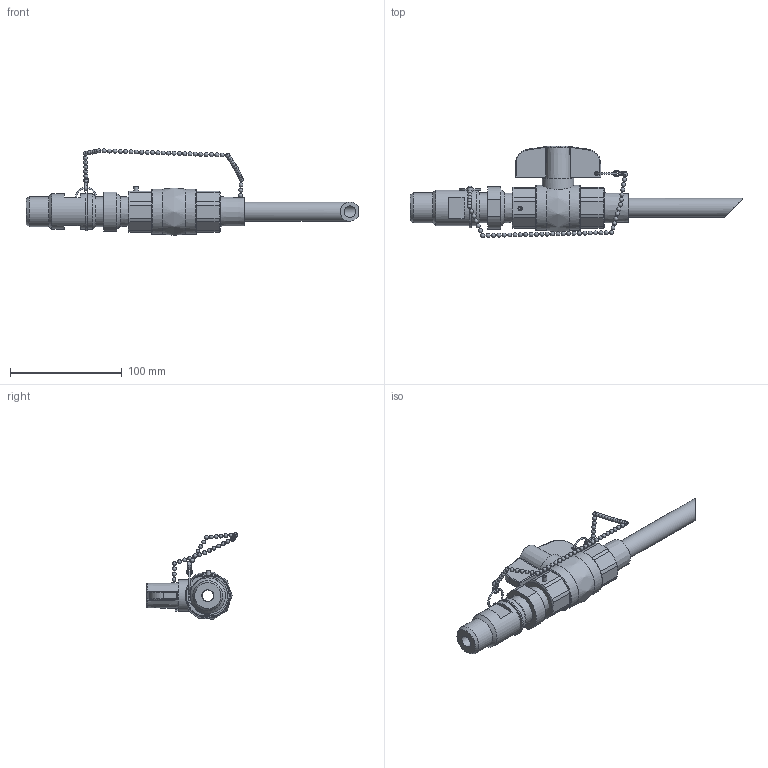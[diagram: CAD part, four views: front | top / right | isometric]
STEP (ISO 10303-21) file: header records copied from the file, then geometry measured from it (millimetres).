
FILE_DESCRIPTION(/* description */ (''),/* implementation_level */ '2;1');
FILE_NAME(/* name */ 'CS-75A75A-4IA-AAA_R0.stp',/* time_stamp */ '2024-11-15T09:16:28-05:00',/* author */ ('SalesDesk5'),/* organization */ (''),/* preprocessor_version */ 'ST-DEVELOPER v20',/* originating_system */ 'Autodesk Inventor 2025',/* authorisation */ '');
FILE_SCHEMA (('CONFIG_CONTROL_DESIGN'));
Length unit declared in the file: inch
Products named in the file (13): CS-75A75A-4IA-AAA; CCS-V-PVC-ASSY_R0; CCS-VAL-PVC; CS-8GLD-75A75A-38-PVC-GLD; NIPPLE-75-PVC_R0; IQ-CS-75A10A-6IB-A; CS-4BODY-75A-PVC; PIPE-75A75A-PVC-4IB; CS-5010POLY-CHAIN_R0; gn_10882_02; 20MMKR_R0; CHAIN-END30mm_R0; a_31_unstressed
Assembly tree (22 placements, depth 3):
  CS-75A75A-4IA-AAA
    CCS-V-PVC-ASSY_R0
      CCS-VAL-PVC
      CS-8GLD-75A75A-38-PVC-GLD
      NIPPLE-75-PVC_R0
    IQ-CS-75A10A-6IB-A
      CS-4BODY-75A-PVC
      PIPE-75A75A-PVC-4IB
    CS-5010POLY-CHAIN_R0
      CHAIN-END30mm_R0  x9
      gn_10882_02  x2
      20MMKR_R0  x2
    a_31_unstressed
Bounding box: 296.55 x 81.49 x 77.28 mm (x, y, z)
Volume: 197009.4 mm3; surface area: 70409.8 mm2
Topology: 19 solids, 19 shells, 388 faces, 988 edges, 632 vertices
Faces by surface type: cylinder 134, plane 125, sphere 67, bspline 33, torus 15, cone 14
Full cylindrical faces by diameter (mm): 0.9 x54, 2.5 x2, 2.54 x1, 3.175 x1, 3.8 x2, 3.81 x2, 4 x2, 10.236 x1, 10.744 x1, 14.3 x1, 17.145 x1, 17.704 x1, 18.923 x1, 20.193 x1, 20.396 x1, 24.638 x1, 26.67 x3, 28.194 x1, 28.956 x1, 31.75 x2, 40.259 x2
Entity records: 9239 total; most frequent: CARTESIAN_POINT 2705, DIRECTION 1290, ORIENTED_EDGE 1222, EDGE_CURVE 611, AXIS2_PLACEMENT_3D 519, VERTEX_POINT 387, EDGE_LOOP 286, CIRCLE 261
